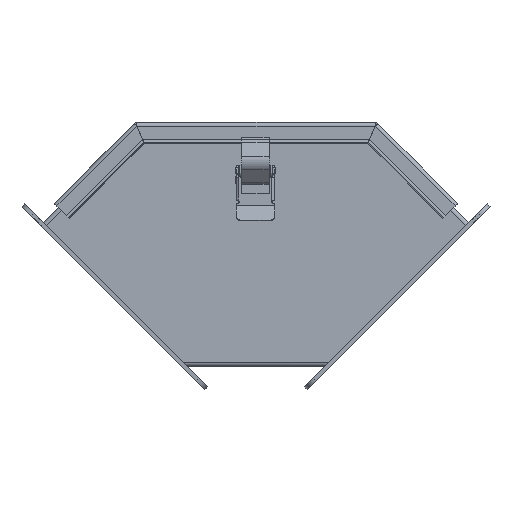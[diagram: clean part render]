
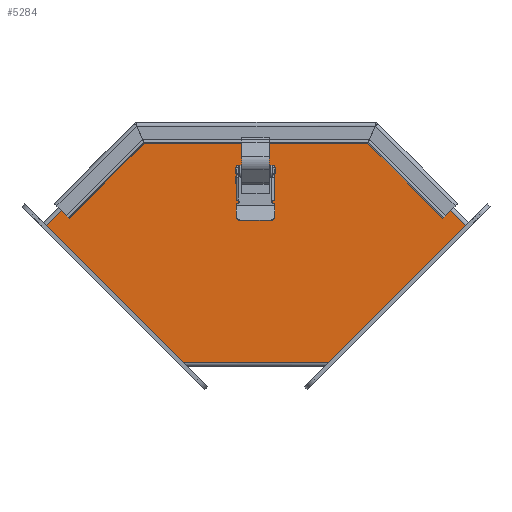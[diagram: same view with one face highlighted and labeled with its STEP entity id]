
A CAD part, front view. The second image highlights one B-rep face of the part: STEP entity #5284.
In plain terms, the highlighted planar face has unit normal (0, -1, 0).
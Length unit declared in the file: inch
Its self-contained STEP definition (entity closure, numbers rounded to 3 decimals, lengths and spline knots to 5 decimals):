
#24 = LINE ( 'NONE', #8265, #4567 ) ;
#131 = CARTESIAN_POINT ( 'NONE',  ( -6.19927, -3., 4.16627 ) ) ;
#424 = ORIENTED_EDGE ( 'NONE', *, *, #11605, .F. ) ;
#450 = LINE ( 'NONE', #6980, #4016 ) ;
#512 = ORIENTED_EDGE ( 'NONE', *, *, #4511, .T. ) ;
#566 = DIRECTION ( 'NONE',  ( 0., 0., -1. ) ) ;
#749 = CARTESIAN_POINT ( 'NONE',  ( -6.3125, -3., 7.025 ) ) ;
#948 = DIRECTION ( 'NONE',  ( -0.707, 0., 0.707 ) ) ;
#1139 = VERTEX_POINT ( 'NONE', #6676 ) ;
#1301 = EDGE_CURVE ( 'NONE', #4392, #1909, #450, .T. ) ;
#1476 = PLANE ( 'NONE',  #3794 ) ;
#1859 = VERTEX_POINT ( 'NONE', #9151 ) ;
#1904 = CARTESIAN_POINT ( 'NONE',  ( -6.3125, -3., 0.108 ) ) ;
#1909 = VERTEX_POINT ( 'NONE', #9885 ) ;
#1928 = CARTESIAN_POINT ( 'NONE',  ( -3.44855, -3., 6.917 ) ) ;
#1993 = ORIENTED_EDGE ( 'NONE', *, *, #1301, .F. ) ;
#2061 = VECTOR ( 'NONE', #2692, 39.37008 ) ;
#2192 = DIRECTION ( 'NONE',  ( -0.707, 0., 0.707 ) ) ;
#2692 = DIRECTION ( 'NONE',  ( 1., 0., 0. ) ) ;
#2959 = DIRECTION ( 'NONE',  ( -0.707, 0., -0.707 ) ) ;
#3334 = VECTOR ( 'NONE', #2959, 39.37008 ) ;
#3476 = DIRECTION ( 'NONE',  ( 0., -1., 0. ) ) ;
#3541 = CARTESIAN_POINT ( 'NONE',  ( -6.3125, -3., 6.917 ) ) ;
#3575 = EDGE_CURVE ( 'NONE', #1139, #7038, #4580, .T. ) ;
#3606 = EDGE_CURVE ( 'NONE', #1859, #1909, #11059, .T. ) ;
#3725 = ORIENTED_EDGE ( 'NONE', *, *, #3575, .T. ) ;
#3786 = ORIENTED_EDGE ( 'NONE', *, *, #3606, .T. ) ;
#3794 = AXIS2_PLACEMENT_3D ( 'NONE', #749, #3476, #566 ) ;
#3988 = DIRECTION ( 'NONE',  ( -0.707, 0., -0.707 ) ) ;
#4016 = VECTOR ( 'NONE', #3988, 39.37008 ) ;
#4017 = CARTESIAN_POINT ( 'NONE',  ( -6.27564, -3., 4.24264 ) ) ;
#4392 = VERTEX_POINT ( 'NONE', #6323 ) ;
#4511 = EDGE_CURVE ( 'NONE', #7038, #5360, #6500, .T. ) ;
#4567 = VECTOR ( 'NONE', #948, 39.37008 ) ;
#4580 = LINE ( 'NONE', #3541, #7129 ) ;
#5284 = ADVANCED_FACE ( 'NONE', ( #8988 ), #1476, .T. ) ;
#5360 = VERTEX_POINT ( 'NONE', #131 ) ;
#6323 = CARTESIAN_POINT ( 'NONE',  ( 6.19927, -3., 4.16627 ) ) ;
#6474 = DIRECTION ( 'NONE',  ( -1., 0., 0. ) ) ;
#6500 = LINE ( 'NONE', #1928, #3334 ) ;
#6676 = CARTESIAN_POINT ( 'NONE',  ( 3.44855, -3., 6.917 ) ) ;
#6980 = CARTESIAN_POINT ( 'NONE',  ( 2.033, -3., 0. ) ) ;
#7038 = VERTEX_POINT ( 'NONE', #9582 ) ;
#7078 = ORIENTED_EDGE ( 'NONE', *, *, #11291, .T. ) ;
#7129 = VECTOR ( 'NONE', #6474, 39.37008 ) ;
#8265 = CARTESIAN_POINT ( 'NONE',  ( 6.19927, -3., 4.16627 ) ) ;
#8988 = FACE_OUTER_BOUND ( 'NONE', #9010, .T. ) ;
#9010 = EDGE_LOOP ( 'NONE', ( #7078, #3725, #512, #424, #3786, #1993 ) ) ;
#9151 = CARTESIAN_POINT ( 'NONE',  ( -2.141, -3., 0.108 ) ) ;
#9527 = LINE ( 'NONE', #4017, #10226 ) ;
#9582 = CARTESIAN_POINT ( 'NONE',  ( -3.44855, -3., 6.917 ) ) ;
#9885 = CARTESIAN_POINT ( 'NONE',  ( 2.141, -3., 0.108 ) ) ;
#10226 = VECTOR ( 'NONE', #2192, 39.37008 ) ;
#11059 = LINE ( 'NONE', #1904, #2061 ) ;
#11291 = EDGE_CURVE ( 'NONE', #4392, #1139, #24, .T. ) ;
#11605 = EDGE_CURVE ( 'NONE', #1859, #5360, #9527, .T. ) ;
